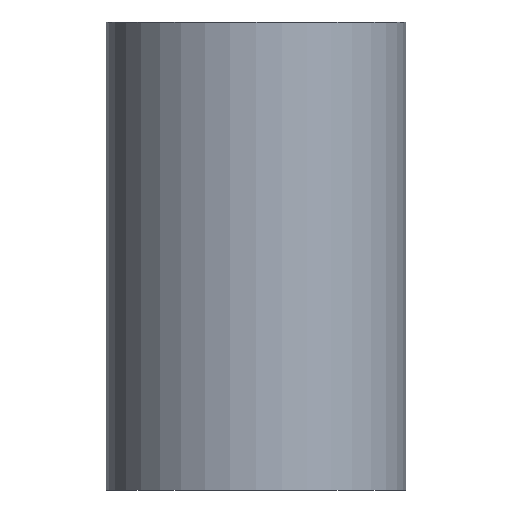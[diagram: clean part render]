
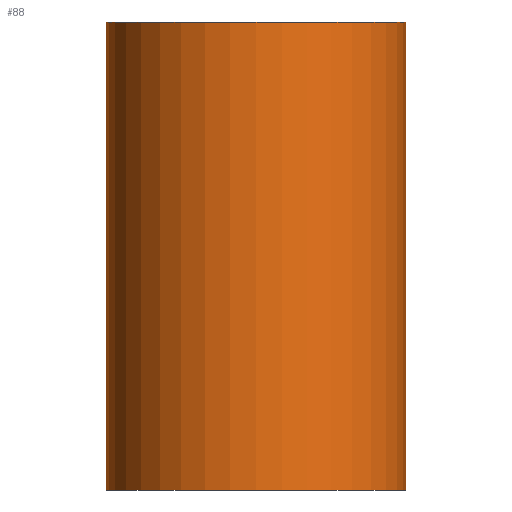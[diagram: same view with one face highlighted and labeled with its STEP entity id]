
A CAD part, front view. The second image highlights one B-rep face of the part: STEP entity #88.
In plain terms, the highlighted cylindrical face has radius 8 mm (diameter 16 mm), a partial arc.
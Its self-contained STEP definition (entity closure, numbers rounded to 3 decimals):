
#4 = DIRECTION ( 'NONE',  ( 0., 0., 1. ) ) ;
#5 = LINE ( 'NONE', #9, #11 ) ;
#9 = CARTESIAN_POINT ( 'NONE',  ( -8., 0., 0. ) ) ;
#11 = VECTOR ( 'NONE', #4, 1000. ) ;
#66 = VERTEX_POINT ( 'NONE', #211 ) ;
#68 = EDGE_CURVE ( 'NONE', #116, #118, #5, .T. ) ;
#71 = VERTEX_POINT ( 'NONE', #309 ) ;
#72 = EDGE_LOOP ( 'NONE', ( #89, #90, #92, #93 ) ) ;
#87 = EDGE_CURVE ( 'NONE', #66, #71, #307, .T. ) ;
#88 = ADVANCED_FACE ( 'NONE', ( #230 ), #229, .T. ) ;
#89 = ORIENTED_EDGE ( 'NONE', *, *, #68, .F. ) ;
#90 = ORIENTED_EDGE ( 'NONE', *, *, #91, .T. ) ;
#91 = EDGE_CURVE ( 'NONE', #116, #66, #238, .T. ) ;
#92 = ORIENTED_EDGE ( 'NONE', *, *, #87, .T. ) ;
#93 = ORIENTED_EDGE ( 'NONE', *, *, #94, .F. ) ;
#94 = EDGE_CURVE ( 'NONE', #118, #71, #289, .T. ) ;
#116 = VERTEX_POINT ( 'NONE', #317 ) ;
#118 = VERTEX_POINT ( 'NONE', #311 ) ;
#211 = CARTESIAN_POINT ( 'NONE',  ( 8., 0., -25. ) ) ;
#228 = CARTESIAN_POINT ( 'NONE',  ( 0., 0., 0. ) ) ;
#229 = CYLINDRICAL_SURFACE ( 'NONE', #242, 8. ) ;
#230 = FACE_OUTER_BOUND ( 'NONE', #72, .T. ) ;
#231 = DIRECTION ( 'NONE',  ( 0., 0., 1. ) ) ;
#232 = VECTOR ( 'NONE', #231, 1000. ) ;
#238 = CIRCLE ( 'NONE', #293, 8. ) ;
#239 = CARTESIAN_POINT ( 'NONE',  ( 0., 0., 0. ) ) ;
#240 = DIRECTION ( 'NONE',  ( 1., 0., 0. ) ) ;
#241 = DIRECTION ( 'NONE',  ( 0., 0., 1. ) ) ;
#242 = AXIS2_PLACEMENT_3D ( 'NONE', #228, #241, #240 ) ;
#280 = DIRECTION ( 'NONE',  ( 1., 0., 0. ) ) ;
#281 = DIRECTION ( 'NONE',  ( 0., 0., 1. ) ) ;
#282 = AXIS2_PLACEMENT_3D ( 'NONE', #239, #281, #280 ) ;
#289 = CIRCLE ( 'NONE', #282, 8. ) ;
#290 = DIRECTION ( 'NONE',  ( 1., 0., 0. ) ) ;
#291 = DIRECTION ( 'NONE',  ( 0., 0., 1. ) ) ;
#292 = CARTESIAN_POINT ( 'NONE',  ( 0., 0., -25. ) ) ;
#293 = AXIS2_PLACEMENT_3D ( 'NONE', #292, #291, #290 ) ;
#306 = CARTESIAN_POINT ( 'NONE',  ( 8., 0., 0. ) ) ;
#307 = LINE ( 'NONE', #306, #232 ) ;
#309 = CARTESIAN_POINT ( 'NONE',  ( 8., 0., 0. ) ) ;
#311 = CARTESIAN_POINT ( 'NONE',  ( -8., 0., 0. ) ) ;
#317 = CARTESIAN_POINT ( 'NONE',  ( -8., 0., -25. ) ) ;
